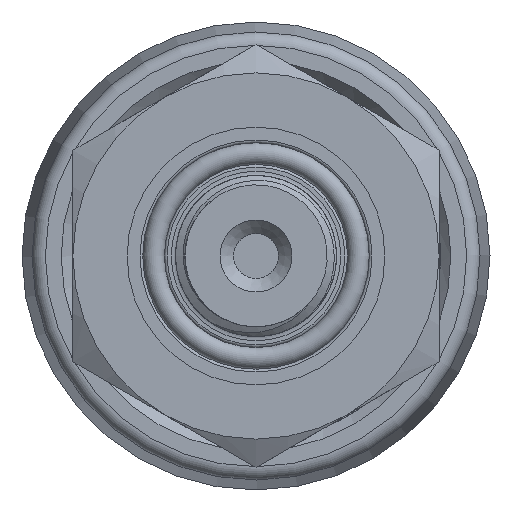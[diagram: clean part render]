
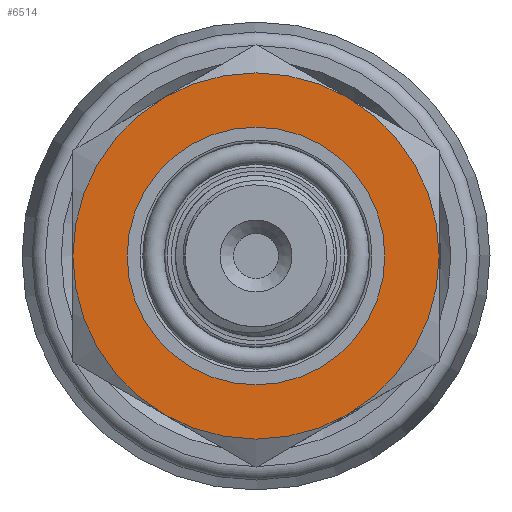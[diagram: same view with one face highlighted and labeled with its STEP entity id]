
A CAD part, left-side view. The second image highlights one B-rep face of the part: STEP entity #6514.
In plain terms, the highlighted face is planar.
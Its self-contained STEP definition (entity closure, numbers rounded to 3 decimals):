
#836=FACE_BOUND('',#2392,.T.);
#1614=PLANE('',#6834);
#1985=FACE_OUTER_BOUND('',#2391,.T.);
#2391=EDGE_LOOP('',(#6127));
#2392=EDGE_LOOP('',(#6128));
#2511=CIRCLE('',#6797,13.5);
#2534=CIRCLE('',#6835,9.5);
#3167=VERTEX_POINT('',#20210);
#3185=VERTEX_POINT('',#20273);
#4137=EDGE_CURVE('',#3167,#3167,#2511,.T.);
#4167=EDGE_CURVE('',#3185,#3185,#2534,.T.);
#6127=ORIENTED_EDGE('',*,*,#4137,.T.);
#6128=ORIENTED_EDGE('',*,*,#4167,.F.);
#6514=ADVANCED_FACE('',(#1985,#836),#1614,.T.);
#6797=AXIS2_PLACEMENT_3D('',#20211,#7607,#7608);
#6834=AXIS2_PLACEMENT_3D('',#20272,#7688,#7689);
#6835=AXIS2_PLACEMENT_3D('',#20274,#7690,#7691);
#7607=DIRECTION('center_axis',(1.,0.,0.));
#7608=DIRECTION('ref_axis',(0.,0.,-1.));
#7688=DIRECTION('center_axis',(1.,0.,0.));
#7689=DIRECTION('ref_axis',(0.,0.,-1.));
#7690=DIRECTION('center_axis',(1.,0.,0.));
#7691=DIRECTION('ref_axis',(0.,0.,-1.));
#20210=CARTESIAN_POINT('',(-14.,-13.5,0.));
#20211=CARTESIAN_POINT('Origin',(-14.,0.,0.));
#20272=CARTESIAN_POINT('Origin',(-14.,9.5,0.));
#20273=CARTESIAN_POINT('',(-14.,-9.5,0.));
#20274=CARTESIAN_POINT('Origin',(-14.,0.,0.));
